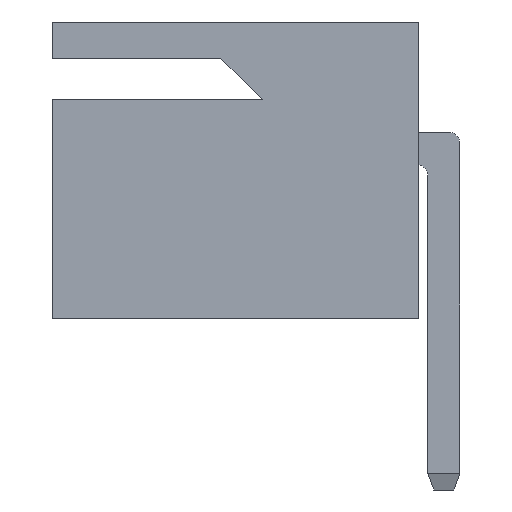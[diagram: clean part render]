
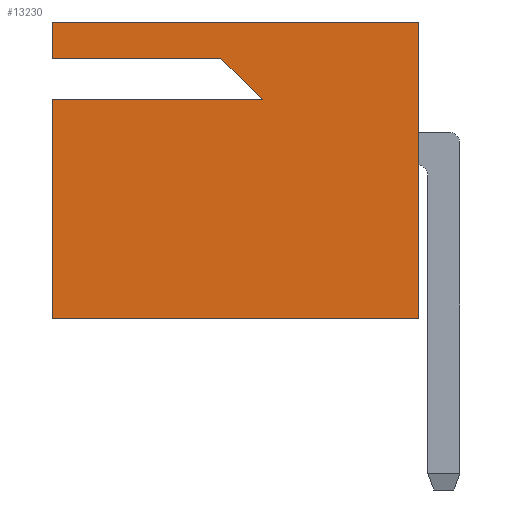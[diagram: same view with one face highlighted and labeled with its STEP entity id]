
A CAD part, left-side view. The second image highlights one B-rep face of the part: STEP entity #13230.
In plain terms, the highlighted planar face has unit normal (-1, 0, 0).
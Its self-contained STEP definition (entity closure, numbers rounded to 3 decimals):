
#1029=ORIENTED_EDGE('',*,*,#3635,.T.);
#1030=ORIENTED_EDGE('',*,*,#3636,.T.);
#1031=ORIENTED_EDGE('',*,*,#3637,.T.);
#1032=ORIENTED_EDGE('',*,*,#3453,.T.);
#1033=ORIENTED_EDGE('',*,*,#3634,.F.);
#1034=ORIENTED_EDGE('',*,*,#3460,.F.);
#1035=ORIENTED_EDGE('',*,*,#3379,.T.);
#1036=ORIENTED_EDGE('',*,*,#3638,.T.);
#3379=EDGE_CURVE('',#4724,#4723,#5561,.T.);
#3453=EDGE_CURVE('',#4741,#4790,#5635,.T.);
#3460=EDGE_CURVE('',#4724,#4796,#5642,.T.);
#3634=EDGE_CURVE('',#4796,#4790,#5816,.T.);
#3635=EDGE_CURVE('',#4897,#4898,#5817,.T.);
#3636=EDGE_CURVE('',#4898,#4899,#5818,.T.);
#3637=EDGE_CURVE('',#4899,#4741,#5819,.T.);
#3638=EDGE_CURVE('',#4723,#4897,#5820,.T.);
#4723=VERTEX_POINT('',#16966);
#4724=VERTEX_POINT('',#16968);
#4741=VERTEX_POINT('',#17013);
#4790=VERTEX_POINT('',#17112);
#4796=VERTEX_POINT('',#17127);
#4897=VERTEX_POINT('',#17440);
#4898=VERTEX_POINT('',#17441);
#4899=VERTEX_POINT('',#17443);
#5561=LINE('',#16967,#6613);
#5635=LINE('',#17113,#6687);
#5642=LINE('',#17126,#6694);
#5816=LINE('',#17437,#6868);
#5817=LINE('',#17439,#6869);
#5818=LINE('',#17442,#6870);
#5819=LINE('',#17444,#6871);
#5820=LINE('',#17445,#6872);
#6613=VECTOR('',#14664,1000.);
#6687=VECTOR('',#14748,1000.);
#6694=VECTOR('',#14757,1000.);
#6868=VECTOR('',#15003,1000.);
#6869=VECTOR('',#15006,1000.);
#6870=VECTOR('',#15007,1000.);
#6871=VECTOR('',#15008,1000.);
#6872=VECTOR('',#15009,1000.);
#7586=EDGE_LOOP('',(#1029,#1030,#1031,#1032,#1033,#1034,#1035,#1036));
#8180=FACE_BOUND('',#7586,.T.);
#8774=PLANE('',#13872);
#13230=ADVANCED_FACE('',(#8180),#8774,.T.);
#13872=AXIS2_PLACEMENT_3D('',#17438,#15004,#15005);
#14664=DIRECTION('',(0.,0.,-1.));
#14748=DIRECTION('',(0.,-1.,0.));
#14757=DIRECTION('',(0.,-1.,0.));
#15003=DIRECTION('',(0.,0.,-1.));
#15004=DIRECTION('',(-1.,0.,0.));
#15005=DIRECTION('',(0.,1.,0.));
#15006=DIRECTION('',(0.,-0.707,-0.707));
#15007=DIRECTION('',(0.,1.,0.));
#15008=DIRECTION('',(0.,0.,-1.));
#15009=DIRECTION('',(0.,-1.,0.));
#16966=CARTESIAN_POINT('',(-17.577,7.534,5.131));
#16967=CARTESIAN_POINT('',(-17.577,7.534,5.842));
#16968=CARTESIAN_POINT('',(-17.577,7.534,5.842));
#17013=CARTESIAN_POINT('',(-17.577,7.534,0.));
#17112=CARTESIAN_POINT('',(-17.577,0.32,0.));
#17113=CARTESIAN_POINT('',(-17.577,1.031,0.));
#17126=CARTESIAN_POINT('',(-17.577,1.031,5.842));
#17127=CARTESIAN_POINT('',(-17.577,0.32,5.842));
#17437=CARTESIAN_POINT('',(-17.577,0.32,5.842));
#17438=CARTESIAN_POINT('',(-17.577,1.031,5.842));
#17439=CARTESIAN_POINT('',(-17.577,4.206,5.131));
#17440=CARTESIAN_POINT('',(-17.577,4.206,5.131));
#17441=CARTESIAN_POINT('',(-17.577,3.393,4.318));
#17442=CARTESIAN_POINT('',(-17.577,3.393,4.318));
#17443=CARTESIAN_POINT('',(-17.577,7.534,4.318));
#17444=CARTESIAN_POINT('',(-17.577,7.534,5.842));
#17445=CARTESIAN_POINT('',(-17.577,7.534,5.131));
